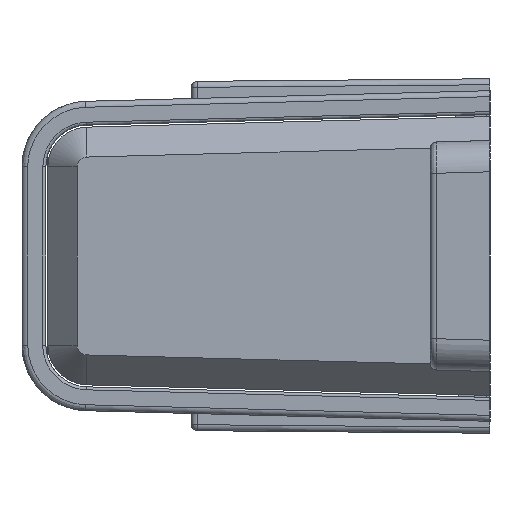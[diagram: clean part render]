
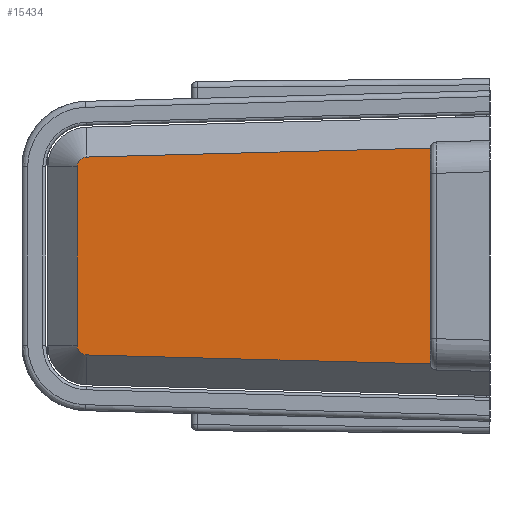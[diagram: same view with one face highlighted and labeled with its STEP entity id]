
A CAD part, left-side view. The second image highlights one B-rep face of the part: STEP entity #15434.
In plain terms, the highlighted planar face has unit normal (-1, 0.026, 0).
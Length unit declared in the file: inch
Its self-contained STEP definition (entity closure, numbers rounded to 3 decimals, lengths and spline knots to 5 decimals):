
#448=B_SPLINE_CURVE_WITH_KNOTS('',3,(#26118,#26119,#26120,#26121,#26122,
#26123,#26124,#26125,#26126,#26127,#26128,#26129,#26130,#26131),
 .UNSPECIFIED.,.F.,.F.,(4,2,2,2,2,2,4),(-0.09782,-0.08548,
-0.07328,-0.0489,-0.02453,-0.01234,
0.),.UNSPECIFIED.);
#449=B_SPLINE_CURVE_WITH_KNOTS('',3,(#26133,#26134,#26135,#26136,#26137,
#26138,#26139,#26140,#26141,#26142,#26143,#26144,#26145,#26146),
 .UNSPECIFIED.,.F.,.F.,(4,2,2,2,2,2,4),(-0.09782,-0.08548,
-0.07329,-0.04891,-0.02454,-0.01234,
0.),.UNSPECIFIED.);
#995=PLANE('',#16794);
#2178=LINE('',#26069,#3727);
#2191=LINE('',#26115,#3740);
#2192=LINE('',#26117,#3741);
#2193=LINE('',#26147,#3742);
#3727=VECTOR('',#19899,0.44704);
#3740=VECTOR('',#19920,0.54199);
#3741=VECTOR('',#19921,0.86321);
#3742=VECTOR('',#19922,0.86321);
#5004=FACE_OUTER_BOUND('',#5924,.T.);
#5924=EDGE_LOOP('',(#13000,#13001,#13002,#13003,#13004,#13005));
#7714=VERTEX_POINT('',#26065);
#7715=VERTEX_POINT('',#26067);
#7729=VERTEX_POINT('',#26113);
#7730=VERTEX_POINT('',#26114);
#7731=VERTEX_POINT('',#26116);
#7732=VERTEX_POINT('',#26132);
#9585=EDGE_CURVE('',#7714,#7715,#2178,.T.);
#9599=EDGE_CURVE('',#7729,#7730,#2191,.T.);
#9600=EDGE_CURVE('',#7729,#7731,#2192,.T.);
#9601=EDGE_CURVE('',#7731,#7714,#448,.T.);
#9602=EDGE_CURVE('',#7715,#7732,#449,.T.);
#9603=EDGE_CURVE('',#7732,#7730,#2193,.T.);
#13000=ORIENTED_EDGE('',*,*,#9599,.F.);
#13001=ORIENTED_EDGE('',*,*,#9600,.T.);
#13002=ORIENTED_EDGE('',*,*,#9601,.T.);
#13003=ORIENTED_EDGE('',*,*,#9585,.T.);
#13004=ORIENTED_EDGE('',*,*,#9602,.T.);
#13005=ORIENTED_EDGE('',*,*,#9603,.T.);
#15434=ADVANCED_FACE('',(#5004),#995,.T.);
#16794=AXIS2_PLACEMENT_3D('',#26112,#19918,#19919);
#19899=DIRECTION('',(0.,0.,-1.));
#19918=DIRECTION('center_axis',(-1.,0.026,0.));
#19919=DIRECTION('ref_axis',(0.,0.,1.));
#19920=DIRECTION('',(0.,0.,-1.));
#19921=DIRECTION('',(0.026,0.999,-0.026));
#19922=DIRECTION('',(-0.026,-0.999,-0.026));
#26065=CARTESIAN_POINT('',(-1.72285,1.03686,0.22352));
#26067=CARTESIAN_POINT('',(-1.72285,1.03686,-0.22352));
#26069=CARTESIAN_POINT('',(-1.72285,1.03686,0.22352));
#26112=CARTESIAN_POINT('Origin',(-1.75,0.,-0.35));
#26113=CARTESIAN_POINT('',(-1.74607,0.15,0.27099));
#26114=CARTESIAN_POINT('',(-1.74607,0.15,-0.27099));
#26115=CARTESIAN_POINT('',(-1.74607,0.15,0.27099));
#26116=CARTESIAN_POINT('',(-1.72348,1.01262,0.24841));
#26117=CARTESIAN_POINT('',(-1.74607,0.15,0.27099));
#26118=CARTESIAN_POINT('Ctrl Pts',(-1.72348,1.01262,0.24841));
#26119=CARTESIAN_POINT('Ctrl Pts',(-1.72344,1.01424,0.2484));
#26120=CARTESIAN_POINT('Ctrl Pts',(-1.7234,1.01584,0.24822));
#26121=CARTESIAN_POINT('Ctrl Pts',(-1.72332,1.01899,0.24752));
#26122=CARTESIAN_POINT('Ctrl Pts',(-1.72328,1.02051,0.24701));
#26123=CARTESIAN_POINT('Ctrl Pts',(-1.72316,1.02488,0.24503));
#26124=CARTESIAN_POINT('Ctrl Pts',(-1.72309,1.02753,0.24315));
#26125=CARTESIAN_POINT('Ctrl Pts',(-1.72298,1.03199,0.23856));
#26126=CARTESIAN_POINT('Ctrl Pts',(-1.72293,1.03381,0.23586));
#26127=CARTESIAN_POINT('Ctrl Pts',(-1.72288,1.03567,0.23144));
#26128=CARTESIAN_POINT('Ctrl Pts',(-1.72287,1.03614,0.22991));
#26129=CARTESIAN_POINT('Ctrl Pts',(-1.72285,1.03676,0.22675));
#26130=CARTESIAN_POINT('Ctrl Pts',(-1.72285,1.0369,0.22514));
#26131=CARTESIAN_POINT('Ctrl Pts',(-1.72285,1.03686,0.22352));
#26132=CARTESIAN_POINT('',(-1.72348,1.01262,-0.24841));
#26133=CARTESIAN_POINT('Ctrl Pts',(-1.72285,1.03686,-0.22352));
#26134=CARTESIAN_POINT('Ctrl Pts',(-1.72285,1.0369,-0.22514));
#26135=CARTESIAN_POINT('Ctrl Pts',(-1.72285,1.03676,-0.22675));
#26136=CARTESIAN_POINT('Ctrl Pts',(-1.72287,1.03614,-0.22991));
#26137=CARTESIAN_POINT('Ctrl Pts',(-1.72288,1.03567,-0.23144));
#26138=CARTESIAN_POINT('Ctrl Pts',(-1.72293,1.03381,-0.23586));
#26139=CARTESIAN_POINT('Ctrl Pts',(-1.72298,1.03199,-0.23856));
#26140=CARTESIAN_POINT('Ctrl Pts',(-1.72309,1.02753,-0.24315));
#26141=CARTESIAN_POINT('Ctrl Pts',(-1.72316,1.02488,-0.24503));
#26142=CARTESIAN_POINT('Ctrl Pts',(-1.72328,1.02051,-0.24701));
#26143=CARTESIAN_POINT('Ctrl Pts',(-1.72332,1.01899,-0.24752));
#26144=CARTESIAN_POINT('Ctrl Pts',(-1.7234,1.01584,-0.24822));
#26145=CARTESIAN_POINT('Ctrl Pts',(-1.72344,1.01424,-0.2484));
#26146=CARTESIAN_POINT('Ctrl Pts',(-1.72348,1.01262,-0.24841));
#26147=CARTESIAN_POINT('',(-1.72348,1.01262,-0.24841));
